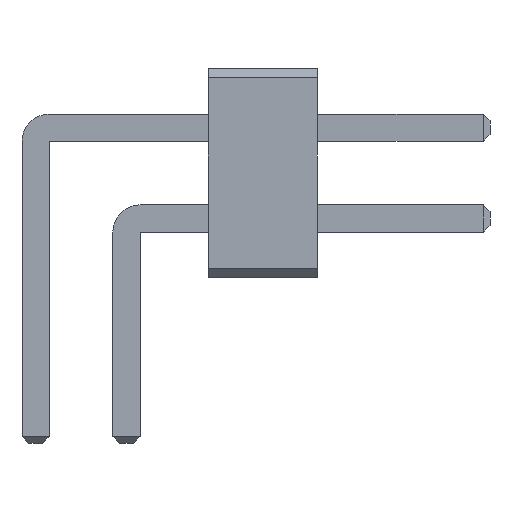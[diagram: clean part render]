
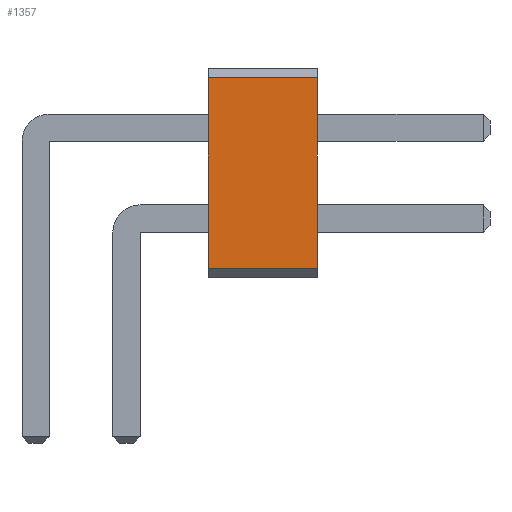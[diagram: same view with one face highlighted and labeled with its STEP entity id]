
A CAD part, front view. The second image highlights one B-rep face of the part: STEP entity #1357.
In plain terms, the highlighted planar face has unit normal (0, -1, 0).
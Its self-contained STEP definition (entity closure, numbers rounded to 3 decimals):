
#13=DIRECTION('',(0.,0.,1.));
#27=VECTOR('',#28,1.);
#28=DIRECTION('',(1.,0.,0.));
#57=DIRECTION('',(0.,-1.,0.));
#1344=VERTEX_POINT('',#1345);
#1345=CARTESIAN_POINT('',(3.1,-22.5,0.1));
#1348=EDGE_CURVE('',#1349,#1344,#1351,.T.);
#1349=VERTEX_POINT('',#1350);
#1350=CARTESIAN_POINT('',(1.9,-22.5,0.1));
#1351=LINE('',#1350,#27);
#1357=ADVANCED_FACE('',(#1358),#1375,.T.);
#1358=FACE_BOUND('',#1359,.T.);
#1359=EDGE_LOOP('',(#1360,#1361,#1367,#1372));
#1360=ORIENTED_EDGE('',*,*,#1348,.T.);
#1361=ORIENTED_EDGE('',*,*,#1362,.T.);
#1362=EDGE_CURVE('',#1344,#1363,#1365,.T.);
#1363=VERTEX_POINT('',#1364);
#1364=CARTESIAN_POINT('',(3.1,-22.5,2.2));
#1365=LINE('',#1345,#1366);
#1366=VECTOR('',#13,1.);
#1367=ORIENTED_EDGE('',*,*,#1368,.F.);
#1368=EDGE_CURVE('',#1369,#1363,#1371,.T.);
#1369=VERTEX_POINT('',#1370);
#1370=CARTESIAN_POINT('',(1.9,-22.5,2.2));
#1371=LINE('',#1370,#27);
#1372=ORIENTED_EDGE('',*,*,#1373,.F.);
#1373=EDGE_CURVE('',#1349,#1369,#1374,.T.);
#1374=LINE('',#1350,#1366);
#1375=PLANE('',#1376);
#1376=AXIS2_PLACEMENT_3D('',#1350,#57,#13);
